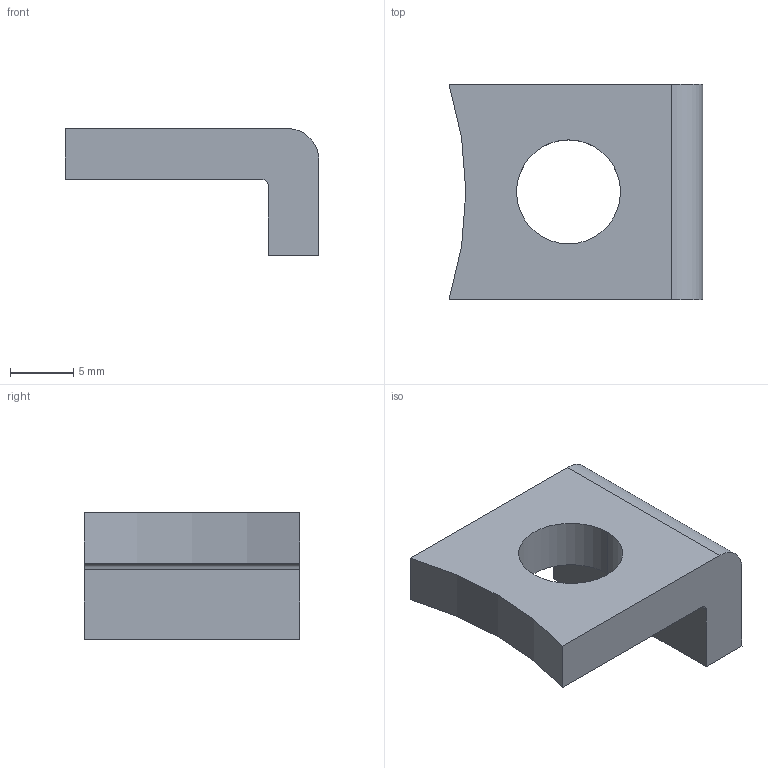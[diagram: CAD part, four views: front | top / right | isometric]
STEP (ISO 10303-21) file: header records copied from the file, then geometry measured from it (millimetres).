
FILE_DESCRIPTION(('CATIA V5 STEP Exchange'),'2;1');
FILE_NAME('RDST300.M8P.stp','2017-03-17T20:49:39+00:00',('none'),('none'),'CATIA Version 5 Release 19 GA (IN-10)','CATIA V5 STEP AP203','none');
FILE_SCHEMA(('CONFIG_CONTROL_DESIGN'));
Length unit declared in the file: millimetre
Products named in the file (1): RDST300.M8P
Bounding box: 20.02 x 17 x 10 mm (x, y, z)
Volume: 1476 mm3; surface area: 1172.8 mm2
Topology: 1 solids, 1 shells, 12 faces, 33 edges, 27 vertices
Faces by surface type: plane 7, cylinder 5
Entity records: 426 total; most frequent: CARTESIAN_POINT 72, ORIENTED_EDGE 60, DIRECTION 55, EDGE_CURVE 30, VECTOR 23, LINE 23, AXIS2_PLACEMENT_3D 22, VERTEX_POINT 20
